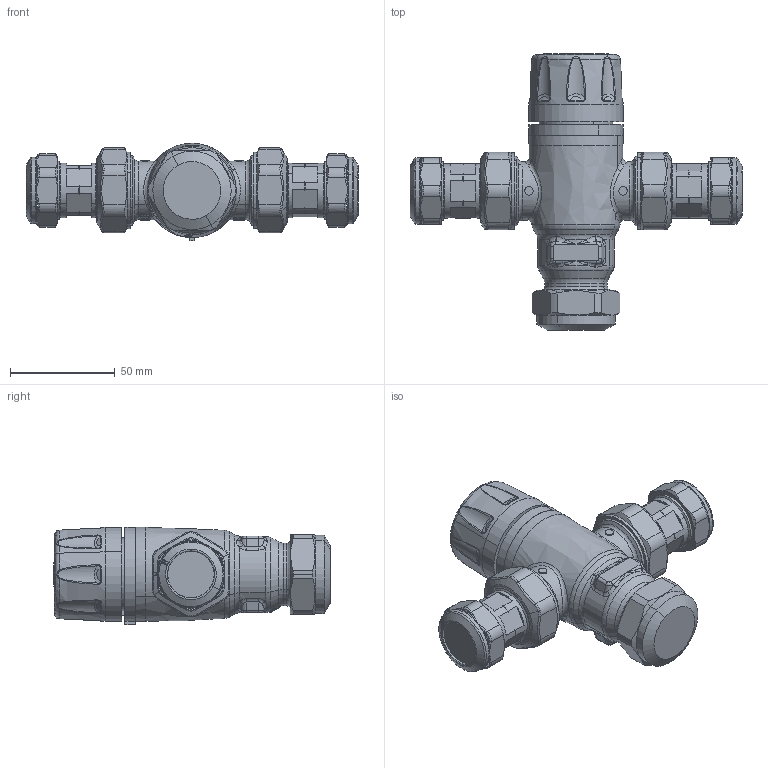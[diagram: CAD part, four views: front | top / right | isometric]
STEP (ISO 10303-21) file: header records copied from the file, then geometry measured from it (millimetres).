
FILE_DESCRIPTION(('CATIA V5 STEP Exchange'),'2;1');
FILE_NAME('STEP_521122_-_TST.stp','2018-09-20T08:30:13+00:00',('none'),('none'),'CATIA Version 5-6 Release 2016 SP4','CATIA V5 STEP AP203','none');
FILE_SCHEMA(('CONFIG_CONTROL_DESIGN'));
Products named in the file (1): _5211220001_sw0001
Bounding box: 158.77 x 132.08 x 46.49 mm (x, y, z)
Surface area: 47534.6 mm2 (no closed solid volume)
Topology: 0 solids, 25 shells, 916 faces, 2470 edges, 1491 vertices
Faces by surface type: bspline 419, plane 163, cylinder 148, cone 110, torus 47, sphere 29
Entity records: 46393 total; most frequent: CARTESIAN_POINT 29794, ORIENTED_EDGE 4321, EDGE_CURVE 2437, DIRECTION 1865, VERTEX_POINT 1491, B_SPLINE_CURVE_WITH_KNOTS 932, ADVANCED_FACE 916, EDGE_LOOP 916
